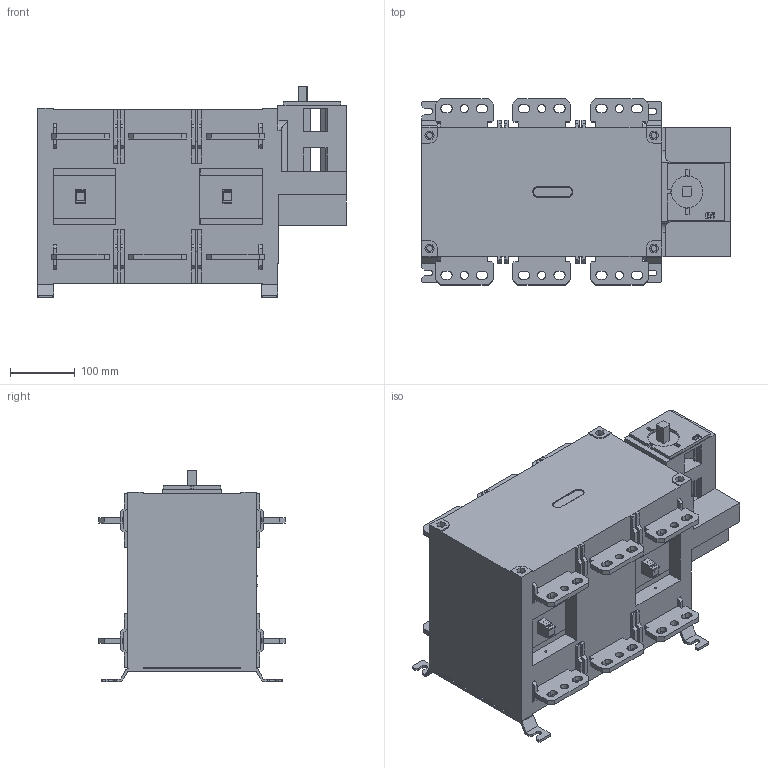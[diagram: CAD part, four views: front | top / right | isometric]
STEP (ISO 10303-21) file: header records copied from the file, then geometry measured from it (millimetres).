
FILE_DESCRIPTION((''),'2;1');
FILE_NAME('LBS_1600_3P_CO','2017-10-25T',('luka.skrinjar'),('Audax d.o.o.'),'CREO PARAMETRIC BY PTC INC, 2016050','CREO PARAMETRIC BY PTC INC, 2016050','');
FILE_SCHEMA(('AUTOMOTIVE_DESIGN { 1 0 10303 214 1 1 1 1 }'));
Length unit declared in the file: millimetre
Products named in the file (1): LBS_1600_3P_CO
Bounding box: 478 x 288 x 327.04 mm (x, y, z)
Volume: 19767069.8 mm3; surface area: 954323.6 mm2
Topology: 1 solids, 1 shells, 1066 faces, 3056 edges, 2017 vertices
Faces by surface type: plane 876, cylinder 157, extrusion 29, cone 4
Entity records: 35213 total; most frequent: CARTESIAN_POINT 6676, ORIENTED_EDGE 6112, DIRECTION 5426, EDGE_CURVE 3056, VECTOR 2696, LINE 2667, VERTEX_POINT 2017, AXIS2_PLACEMENT_3D 1365
